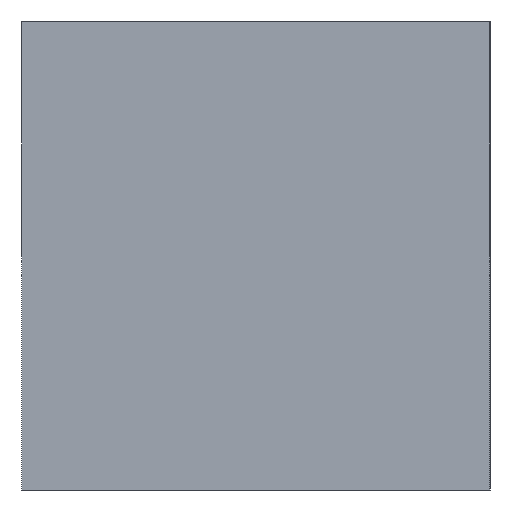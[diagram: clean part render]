
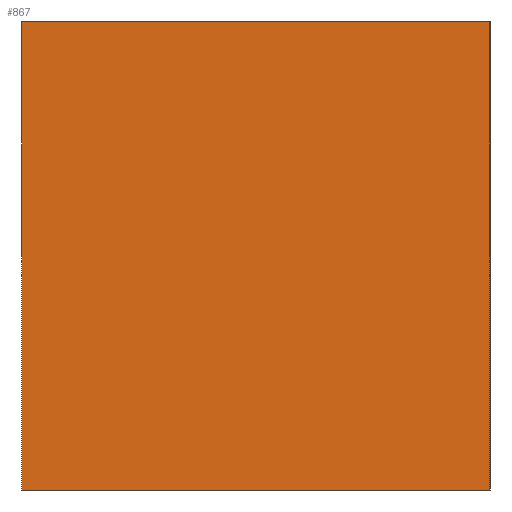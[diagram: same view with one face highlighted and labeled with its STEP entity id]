
A CAD part, left-side view. The second image highlights one B-rep face of the part: STEP entity #867.
In plain terms, the highlighted planar face has unit normal (-1, 0, 0).
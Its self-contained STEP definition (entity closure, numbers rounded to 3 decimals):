
#718=CARTESIAN_POINT('',(-50.8,28.575,21.59));
#719=VERTEX_POINT('',#718);
#735=CARTESIAN_POINT('',(-50.8,28.575,-35.56));
#736=VERTEX_POINT('',#735);
#743=CARTESIAN_POINT('',(-50.8,28.575,-35.56));
#744=DIRECTION('',(0.,0.,1.));
#745=VECTOR('',#744,57.15);
#746=LINE('',#743,#745);
#747=EDGE_CURVE('',#736,#719,#746,.T.);
#769=CARTESIAN_POINT('',(-50.8,-28.575,-35.56));
#770=VERTEX_POINT('',#769);
#777=CARTESIAN_POINT('',(-50.8,-28.575,-35.56));
#778=DIRECTION('',(0.,1.,0.));
#779=VECTOR('',#778,57.15);
#780=LINE('',#777,#779);
#781=EDGE_CURVE('',#770,#736,#780,.T.);
#821=CARTESIAN_POINT('',(-50.8,-28.575,21.59));
#822=VERTEX_POINT('',#821);
#829=CARTESIAN_POINT('',(-50.8,-28.575,21.59));
#830=DIRECTION('',(0.,-0.,-1.));
#831=VECTOR('',#830,57.15);
#832=LINE('',#829,#831);
#833=EDGE_CURVE('',#822,#770,#832,.T.);
#846=CARTESIAN_POINT('',(-50.8,28.575,21.59));
#847=DIRECTION('',(0.,-1.,0.));
#848=VECTOR('',#847,57.15);
#849=LINE('',#846,#848);
#850=EDGE_CURVE('',#719,#822,#849,.T.);
#856=CARTESIAN_POINT('',(-50.8,0.,0.));
#857=DIRECTION('',(-1.,0.,0.));
#858=DIRECTION('',(0.,-1.,0.));
#859=AXIS2_PLACEMENT_3D('',#856,#857,#858);
#860=PLANE('',#859);
#861=ORIENTED_EDGE('',*,*,#747,.F.);
#862=ORIENTED_EDGE('',*,*,#781,.F.);
#863=ORIENTED_EDGE('',*,*,#833,.F.);
#864=ORIENTED_EDGE('',*,*,#850,.F.);
#865=EDGE_LOOP('',(#861,#862,#863,#864));
#866=FACE_BOUND('',#865,.T.);
#867=ADVANCED_FACE('',(#866),#860,.T.);
